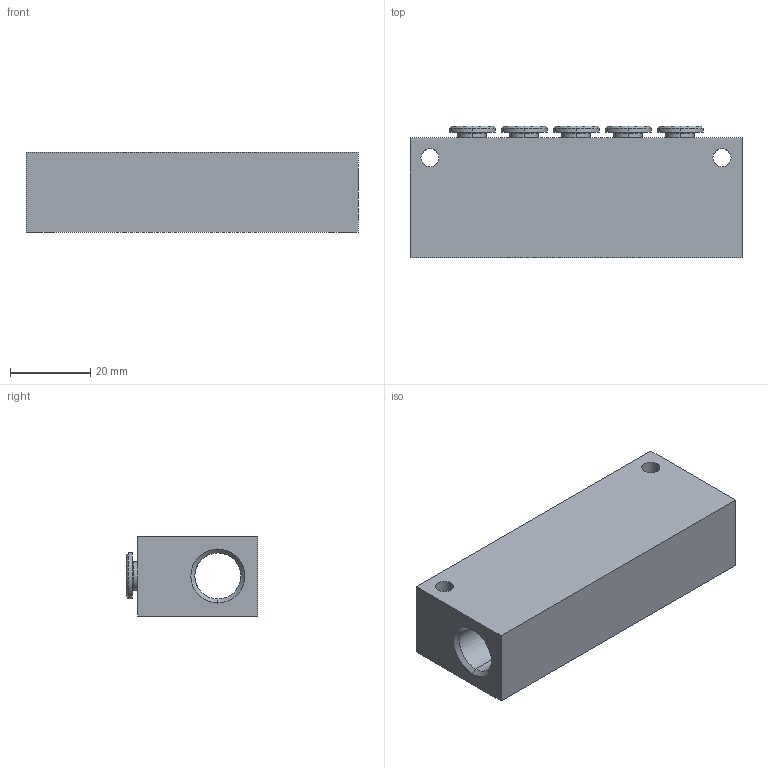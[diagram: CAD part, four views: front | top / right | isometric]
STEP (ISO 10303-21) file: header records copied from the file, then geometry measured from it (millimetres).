
FILE_DESCRIPTION (( 'STEP AP203' ), '1' );
FILE_NAME ('B0250030.STEP', '2011-05-06T09:11:11', ( 'UT1' ), ( 'sopra-pneumatic' ), 'SwSTEP 2.0', 'SolidWorks 2009', '' );
FILE_SCHEMA (( 'CONFIG_CONTROL_DESIGN' ));
Length unit declared in the file: millimetre
Products named in the file (1): B0250030
Bounding box: 83 x 32.9 x 20 mm (x, y, z)
Volume: 39018 mm3; surface area: 15185.6 mm2
Topology: 1 solids, 1 shells, 101 faces, 218 edges, 134 vertices
Faces by surface type: cylinder 46, cone 34, plane 21
Entity records: 3125 total; most frequent: CARTESIAN_POINT 734, DIRECTION 528, ORIENTED_EDGE 436, EDGE_CURVE 218, AXIS2_PLACEMENT_3D 218, VERTEX_POINT 134, EDGE_LOOP 132, CIRCLE 116
